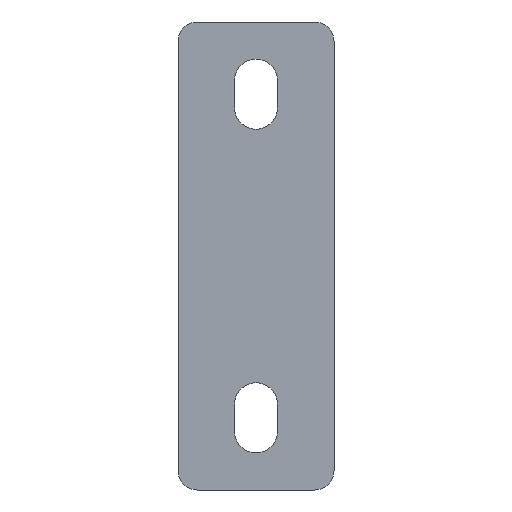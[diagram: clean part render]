
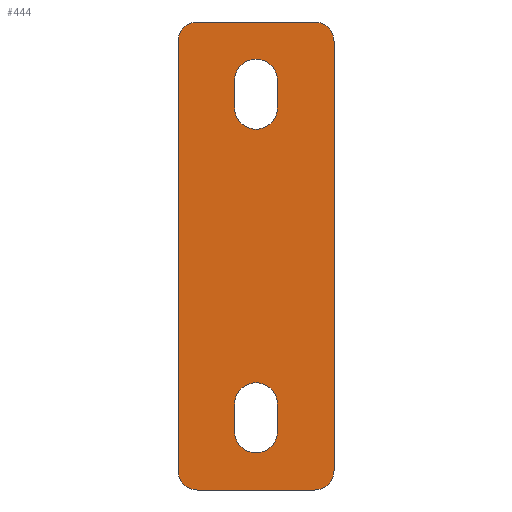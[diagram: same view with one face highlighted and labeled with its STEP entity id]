
A CAD part, front view. The second image highlights one B-rep face of the part: STEP entity #444.
In plain terms, the highlighted planar face has unit normal (0, -1, 0).
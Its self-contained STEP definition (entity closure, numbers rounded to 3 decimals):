
#21=FACE_BOUND('',#164,.T.);
#22=FACE_BOUND('',#165,.T.);
#30=PLANE('',#512);
#47=LINE('',#729,#83);
#51=LINE('',#738,#87);
#53=LINE('',#745,#89);
#57=LINE('',#754,#93);
#61=LINE('',#766,#97);
#63=LINE('',#770,#99);
#64=LINE('',#774,#100);
#65=LINE('',#778,#101);
#83=VECTOR('',#589,10.);
#87=VECTOR('',#599,10.);
#89=VECTOR('',#607,10.);
#93=VECTOR('',#617,10.);
#97=VECTOR('',#631,10.);
#99=VECTOR('',#635,10.);
#100=VECTOR('',#638,10.);
#101=VECTOR('',#641,10.);
#134=FACE_OUTER_BOUND('',#163,.T.);
#163=EDGE_LOOP('',(#385,#386,#387,#388,#389,#390,#391,#392));
#164=EDGE_LOOP('',(#393,#394,#395,#396));
#165=EDGE_LOOP('',(#397,#398,#399,#400));
#191=CIRCLE('',#499,5.5);
#192=CIRCLE('',#502,5.5);
#193=CIRCLE('',#505,5.5);
#194=CIRCLE('',#508,5.5);
#195=CIRCLE('',#510,5.);
#196=CIRCLE('',#513,5.);
#197=CIRCLE('',#514,5.);
#198=CIRCLE('',#515,5.);
#224=VERTEX_POINT('',#727);
#225=VERTEX_POINT('',#728);
#226=VERTEX_POINT('',#733);
#227=VERTEX_POINT('',#737);
#228=VERTEX_POINT('',#743);
#229=VERTEX_POINT('',#744);
#230=VERTEX_POINT('',#749);
#231=VERTEX_POINT('',#753);
#232=VERTEX_POINT('',#759);
#233=VERTEX_POINT('',#760);
#234=VERTEX_POINT('',#765);
#235=VERTEX_POINT('',#769);
#236=VERTEX_POINT('',#771);
#237=VERTEX_POINT('',#773);
#238=VERTEX_POINT('',#775);
#239=VERTEX_POINT('',#777);
#270=EDGE_CURVE('',#224,#225,#47,.T.);
#273=EDGE_CURVE('',#225,#226,#191,.T.);
#275=EDGE_CURVE('',#226,#227,#51,.T.);
#277=EDGE_CURVE('',#227,#224,#192,.T.);
#278=EDGE_CURVE('',#228,#229,#53,.T.);
#281=EDGE_CURVE('',#229,#230,#193,.T.);
#283=EDGE_CURVE('',#230,#231,#57,.T.);
#285=EDGE_CURVE('',#231,#228,#194,.T.);
#286=EDGE_CURVE('',#232,#233,#195,.T.);
#289=EDGE_CURVE('',#234,#233,#61,.T.);
#291=EDGE_CURVE('',#232,#235,#63,.T.);
#292=EDGE_CURVE('',#236,#235,#196,.T.);
#293=EDGE_CURVE('',#236,#237,#64,.T.);
#294=EDGE_CURVE('',#238,#237,#197,.T.);
#295=EDGE_CURVE('',#238,#239,#65,.T.);
#296=EDGE_CURVE('',#234,#239,#198,.T.);
#385=ORIENTED_EDGE('',*,*,#286,.F.);
#386=ORIENTED_EDGE('',*,*,#291,.T.);
#387=ORIENTED_EDGE('',*,*,#292,.F.);
#388=ORIENTED_EDGE('',*,*,#293,.T.);
#389=ORIENTED_EDGE('',*,*,#294,.F.);
#390=ORIENTED_EDGE('',*,*,#295,.T.);
#391=ORIENTED_EDGE('',*,*,#296,.F.);
#392=ORIENTED_EDGE('',*,*,#289,.T.);
#393=ORIENTED_EDGE('',*,*,#275,.T.);
#394=ORIENTED_EDGE('',*,*,#277,.T.);
#395=ORIENTED_EDGE('',*,*,#270,.T.);
#396=ORIENTED_EDGE('',*,*,#273,.T.);
#397=ORIENTED_EDGE('',*,*,#283,.T.);
#398=ORIENTED_EDGE('',*,*,#285,.T.);
#399=ORIENTED_EDGE('',*,*,#278,.T.);
#400=ORIENTED_EDGE('',*,*,#281,.T.);
#444=ADVANCED_FACE('',(#134,#21,#22),#30,.T.);
#499=AXIS2_PLACEMENT_3D('',#734,#594,#595);
#502=AXIS2_PLACEMENT_3D('',#741,#603,#604);
#505=AXIS2_PLACEMENT_3D('',#750,#612,#613);
#508=AXIS2_PLACEMENT_3D('',#757,#621,#622);
#510=AXIS2_PLACEMENT_3D('',#761,#625,#626);
#512=AXIS2_PLACEMENT_3D('',#768,#633,#634);
#513=AXIS2_PLACEMENT_3D('',#772,#636,#637);
#514=AXIS2_PLACEMENT_3D('',#776,#639,#640);
#515=AXIS2_PLACEMENT_3D('',#779,#642,#643);
#589=DIRECTION('',(0.,0.,-1.));
#594=DIRECTION('center_axis',(0.,1.,0.));
#595=DIRECTION('ref_axis',(1.,0.,0.));
#599=DIRECTION('',(0.,0.,1.));
#603=DIRECTION('center_axis',(0.,1.,0.));
#604=DIRECTION('ref_axis',(-1.,0.,0.));
#607=DIRECTION('',(0.,0.,-1.));
#612=DIRECTION('center_axis',(0.,1.,0.));
#613=DIRECTION('ref_axis',(1.,0.,0.));
#617=DIRECTION('',(0.,0.,1.));
#621=DIRECTION('center_axis',(0.,1.,0.));
#622=DIRECTION('ref_axis',(-1.,0.,0.));
#625=DIRECTION('center_axis',(0.,1.,0.));
#626=DIRECTION('ref_axis',(0.707,0.,-0.707));
#631=DIRECTION('',(1.,0.,0.));
#633=DIRECTION('center_axis',(0.,-1.,0.));
#634=DIRECTION('ref_axis',(0.,0.,-1.));
#635=DIRECTION('',(0.,0.,1.));
#636=DIRECTION('center_axis',(0.,1.,0.));
#637=DIRECTION('ref_axis',(0.707,0.,0.707));
#638=DIRECTION('',(-1.,0.,0.));
#639=DIRECTION('center_axis',(0.,1.,0.));
#640=DIRECTION('ref_axis',(-0.707,0.,0.707));
#641=DIRECTION('',(0.,0.,-1.));
#642=DIRECTION('center_axis',(0.,1.,0.));
#643=DIRECTION('ref_axis',(-0.707,0.,-0.707));
#727=CARTESIAN_POINT('',(5.5,-4.,-38.));
#728=CARTESIAN_POINT('',(5.5,-4.,-45.));
#729=CARTESIAN_POINT('',(5.5,-4.,-22.5));
#733=CARTESIAN_POINT('',(-5.5,-4.,-45.));
#734=CARTESIAN_POINT('Origin',(0.,-4.,-45.));
#737=CARTESIAN_POINT('',(-5.5,-4.,-38.));
#738=CARTESIAN_POINT('',(-5.5,-4.,-19.));
#741=CARTESIAN_POINT('Origin',(0.,-4.,-38.));
#743=CARTESIAN_POINT('',(5.5,-4.,45.));
#744=CARTESIAN_POINT('',(5.5,-4.,38.));
#745=CARTESIAN_POINT('',(5.5,-4.,19.));
#749=CARTESIAN_POINT('',(-5.5,-4.,38.));
#750=CARTESIAN_POINT('Origin',(0.,-4.,38.));
#753=CARTESIAN_POINT('',(-5.5,-4.,45.));
#754=CARTESIAN_POINT('',(-5.5,-4.,22.5));
#757=CARTESIAN_POINT('Origin',(0.,-4.,45.));
#759=CARTESIAN_POINT('',(20.,-4.,-55.));
#760=CARTESIAN_POINT('',(15.,-4.,-60.));
#761=CARTESIAN_POINT('Origin',(15.,-4.,-55.));
#765=CARTESIAN_POINT('',(-15.,-4.,-60.));
#766=CARTESIAN_POINT('',(20.,-4.,-60.));
#768=CARTESIAN_POINT('Origin',(0.,-4.,0.));
#769=CARTESIAN_POINT('',(20.,-4.,55.));
#770=CARTESIAN_POINT('',(20.,-4.,60.));
#771=CARTESIAN_POINT('',(15.,-4.,60.));
#772=CARTESIAN_POINT('Origin',(15.,-4.,55.));
#773=CARTESIAN_POINT('',(-15.,-4.,60.));
#774=CARTESIAN_POINT('',(-20.,-4.,60.));
#775=CARTESIAN_POINT('',(-20.,-4.,55.));
#776=CARTESIAN_POINT('Origin',(-15.,-4.,55.));
#777=CARTESIAN_POINT('',(-20.,-4.,-55.));
#778=CARTESIAN_POINT('',(-20.,-4.,-60.));
#779=CARTESIAN_POINT('Origin',(-15.,-4.,-55.));
